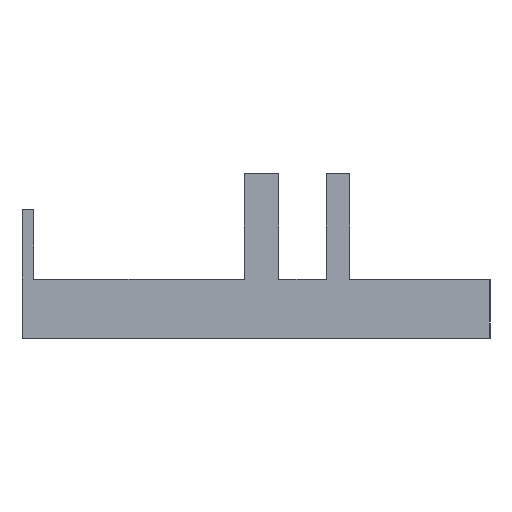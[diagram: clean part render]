
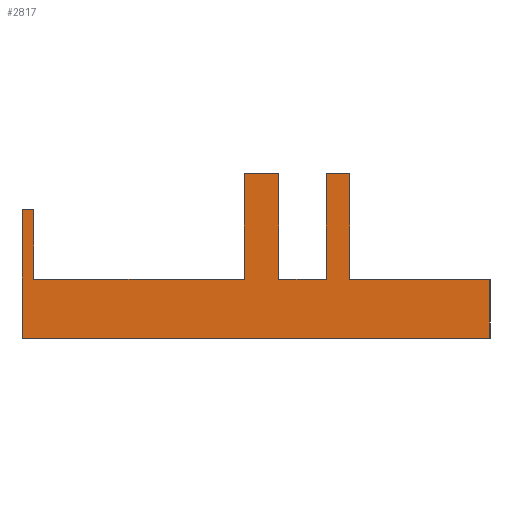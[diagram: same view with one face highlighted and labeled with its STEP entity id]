
A CAD part, left-side view. The second image highlights one B-rep face of the part: STEP entity #2817.
In plain terms, the highlighted free-form (B-spline) face has degree [1, 1] with [2, 2] control points.
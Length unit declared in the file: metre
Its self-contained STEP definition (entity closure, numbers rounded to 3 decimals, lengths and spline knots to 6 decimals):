
#25=B_SPLINE_SURFACE_WITH_KNOTS('',1,1,((#4604,#4605),(#4606,#4607)),
 .PLANE_SURF.,.F.,.F.,.F.,(2,2),(2,2),(0.,1.),(0.,1.),.UNSPECIFIED.);
#104=LINE('',#3903,#329);
#108=LINE('',#3915,#333);
#112=LINE('',#3927,#337);
#187=LINE('',#4341,#412);
#209=LINE('',#4608,#434);
#210=LINE('',#4609,#435);
#211=LINE('',#4611,#436);
#212=LINE('',#4613,#437);
#213=LINE('',#4614,#438);
#214=LINE('',#4616,#439);
#215=LINE('',#4618,#440);
#216=LINE('',#4619,#441);
#217=LINE('',#4621,#442);
#218=LINE('',#4623,#443);
#329=VECTOR('',#3089,1.);
#333=VECTOR('',#3093,1.);
#337=VECTOR('',#3097,1.);
#412=VECTOR('',#3208,1.);
#434=VECTOR('',#3318,1.);
#435=VECTOR('',#3319,1.);
#436=VECTOR('',#3320,1.);
#437=VECTOR('',#3321,1.);
#438=VECTOR('',#3322,1.);
#439=VECTOR('',#3323,1.);
#440=VECTOR('',#3324,1.);
#441=VECTOR('',#3325,1.);
#442=VECTOR('',#3326,1.);
#443=VECTOR('',#3327,1.);
#969=ORIENTED_EDGE('',*,*,#1808,.T.);
#970=ORIENTED_EDGE('',*,*,#1611,.F.);
#971=ORIENTED_EDGE('',*,*,#1809,.F.);
#972=ORIENTED_EDGE('',*,*,#1810,.F.);
#973=ORIENTED_EDGE('',*,*,#1811,.T.);
#974=ORIENTED_EDGE('',*,*,#1619,.F.);
#975=ORIENTED_EDGE('',*,*,#1812,.F.);
#976=ORIENTED_EDGE('',*,*,#1813,.F.);
#977=ORIENTED_EDGE('',*,*,#1814,.T.);
#978=ORIENTED_EDGE('',*,*,#1615,.F.);
#979=ORIENTED_EDGE('',*,*,#1815,.F.);
#980=ORIENTED_EDGE('',*,*,#1816,.T.);
#981=ORIENTED_EDGE('',*,*,#1817,.F.);
#982=ORIENTED_EDGE('',*,*,#1727,.T.);
#1611=EDGE_CURVE('',#2048,#2049,#104,.T.);
#1615=EDGE_CURVE('',#2051,#2053,#108,.T.);
#1619=EDGE_CURVE('',#2055,#2057,#112,.T.);
#1727=EDGE_CURVE('',#2157,#2158,#187,.T.);
#1808=EDGE_CURVE('',#2158,#2049,#209,.T.);
#1809=EDGE_CURVE('',#2212,#2048,#210,.T.);
#1810=EDGE_CURVE('',#2213,#2212,#211,.T.);
#1811=EDGE_CURVE('',#2213,#2057,#212,.T.);
#1812=EDGE_CURVE('',#2214,#2055,#213,.T.);
#1813=EDGE_CURVE('',#2215,#2214,#214,.T.);
#1814=EDGE_CURVE('',#2215,#2053,#215,.T.);
#1815=EDGE_CURVE('',#2216,#2051,#216,.T.);
#1816=EDGE_CURVE('',#2216,#2217,#217,.T.);
#1817=EDGE_CURVE('',#2157,#2217,#218,.T.);
#2048=VERTEX_POINT('',#3902);
#2049=VERTEX_POINT('',#3904);
#2051=VERTEX_POINT('',#3913);
#2053=VERTEX_POINT('',#3916);
#2055=VERTEX_POINT('',#3925);
#2057=VERTEX_POINT('',#3928);
#2157=VERTEX_POINT('',#4342);
#2158=VERTEX_POINT('',#4343);
#2212=VERTEX_POINT('',#4610);
#2213=VERTEX_POINT('',#4612);
#2214=VERTEX_POINT('',#4615);
#2215=VERTEX_POINT('',#4617);
#2216=VERTEX_POINT('',#4620);
#2217=VERTEX_POINT('',#4622);
#2411=EDGE_LOOP('',(#969,#970,#971,#972,#973,#974,#975,#976,#977,#978,#979,
#980,#981,#982));
#2580=FACE_BOUND('',#2411,.T.);
#2817=ADVANCED_FACE('',(#2580),#25,.T.);
#3089=DIRECTION('',(0.,-1.,0.));
#3093=DIRECTION('',(0.,-1.,0.));
#3097=DIRECTION('',(0.,-1.,0.));
#3208=DIRECTION('',(0.,-1.,0.));
#3318=DIRECTION('',(0.,0.,1.));
#3319=DIRECTION('',(0.,0.,-1.));
#3320=DIRECTION('',(0.,-1.,0.));
#3321=DIRECTION('',(0.,0.,-1.));
#3322=DIRECTION('',(0.,0.,-1.));
#3323=DIRECTION('',(0.,-1.,0.));
#3324=DIRECTION('',(0.,0.,-1.));
#3325=DIRECTION('',(0.,0.,-1.));
#3326=DIRECTION('',(0.,1.,0.));
#3327=DIRECTION('',(0.,0.,1.));
#3902=CARTESIAN_POINT('',(-0.00165,-0.040565,0.0016));
#3903=CARTESIAN_POINT('',(-0.00165,-0.0285,0.0016));
#3904=CARTESIAN_POINT('',(-0.00165,-0.05865,0.0016));
#3913=CARTESIAN_POINT('',(-0.00165,0.00015,0.0016));
#3915=CARTESIAN_POINT('',(-0.00165,-0.0285,0.0016));
#3916=CARTESIAN_POINT('',(-0.00165,-0.02701,0.0016));
#3925=CARTESIAN_POINT('',(-0.00165,-0.03144,0.0016));
#3927=CARTESIAN_POINT('',(-0.00165,-0.0285,0.0016));
#3928=CARTESIAN_POINT('',(-0.00165,-0.03756,0.0016));
#4341=CARTESIAN_POINT('',(-0.00165,-0.0285,-0.006));
#4342=CARTESIAN_POINT('',(-0.00165,0.00165,-0.006));
#4343=CARTESIAN_POINT('',(-0.00165,-0.05865,-0.006));
#4604=CARTESIAN_POINT('',(-0.00165,0.004665,-0.00706));
#4605=CARTESIAN_POINT('',(-0.00165,0.004665,0.01626));
#4606=CARTESIAN_POINT('',(-0.00165,-0.061665,-0.00706));
#4607=CARTESIAN_POINT('',(-0.00165,-0.061665,0.01626));
#4608=CARTESIAN_POINT('',(-0.00165,-0.05865,-0.006));
#4609=CARTESIAN_POINT('',(-0.00165,-0.040565,0.015202));
#4610=CARTESIAN_POINT('',(-0.00165,-0.040565,0.0152));
#4611=CARTESIAN_POINT('',(-0.00165,-0.0285,0.0152));
#4612=CARTESIAN_POINT('',(-0.00165,-0.03756,0.0152));
#4613=CARTESIAN_POINT('',(-0.00165,-0.03756,0.015202));
#4614=CARTESIAN_POINT('',(-0.00165,-0.03144,0.015202));
#4615=CARTESIAN_POINT('',(-0.00165,-0.03144,0.0152));
#4616=CARTESIAN_POINT('',(-0.00165,-0.0285,0.0152));
#4617=CARTESIAN_POINT('',(-0.00165,-0.02701,0.0152));
#4618=CARTESIAN_POINT('',(-0.00165,-0.02701,0.015202));
#4619=CARTESIAN_POINT('',(-0.00165,0.00015,0.010567));
#4620=CARTESIAN_POINT('',(-0.00165,0.00015,0.010565));
#4621=CARTESIAN_POINT('',(-0.00165,-0.0285,0.010565));
#4622=CARTESIAN_POINT('',(-0.00165,0.00165,0.010565));
#4623=CARTESIAN_POINT('',(-0.00165,0.00165,-0.006));
